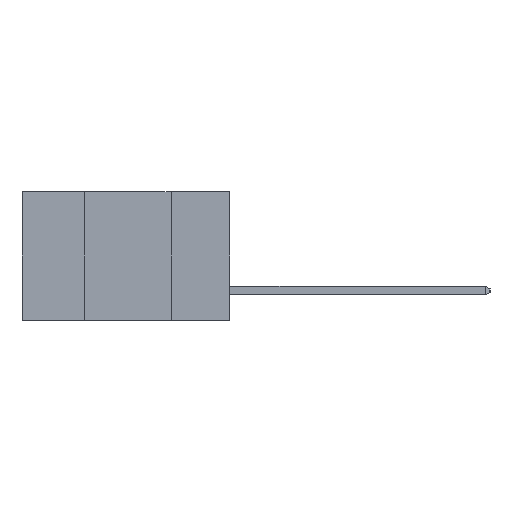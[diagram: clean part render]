
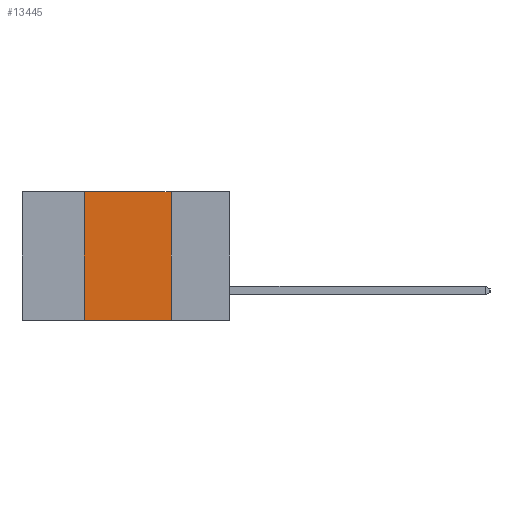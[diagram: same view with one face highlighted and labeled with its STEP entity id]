
A CAD part, left-side view. The second image highlights one B-rep face of the part: STEP entity #13445.
In plain terms, the highlighted planar face has unit normal (-1, 0, 0).
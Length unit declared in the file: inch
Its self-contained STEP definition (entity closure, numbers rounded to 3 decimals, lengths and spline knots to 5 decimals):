
#3520 = AXIS2_PLACEMENT_3D ( 'NONE', #7185, #20039, #9075 ) ;
#5148 = VECTOR ( 'NONE', #21484, 39.37008 ) ;
#6200 = CARTESIAN_POINT ( 'NONE',  ( 0., 0.6, 0. ) ) ;
#6867 = LINE ( 'NONE', #6200, #12354 ) ;
#7185 = CARTESIAN_POINT ( 'NONE',  ( 0., 0.6, 0. ) ) ;
#7474 = LINE ( 'NONE', #9925, #21546 ) ;
#7732 = EDGE_CURVE ( 'NONE', #18815, #21939, #15522, .T. ) ;
#8256 = VERTEX_POINT ( 'NONE', #23682 ) ;
#8602 = CARTESIAN_POINT ( 'NONE',  ( 0., 0.6, -0.37 ) ) ;
#9075 = DIRECTION ( 'NONE',  ( 0., 0., -1. ) ) ;
#9925 = CARTESIAN_POINT ( 'NONE',  ( 0., 0.42, 0. ) ) ;
#10096 = VECTOR ( 'NONE', #11332, 39.37008 ) ;
#10122 = LINE ( 'NONE', #8602, #5148 ) ;
#10293 = CARTESIAN_POINT ( 'NONE',  ( 0., 0.17, 0. ) ) ;
#10688 = ORIENTED_EDGE ( 'NONE', *, *, #11895, .F. ) ;
#11127 = EDGE_CURVE ( 'NONE', #8256, #21939, #10122, .T. ) ;
#11239 = ORIENTED_EDGE ( 'NONE', *, *, #7732, .F. ) ;
#11332 = DIRECTION ( 'NONE',  ( 0., 0., -1. ) ) ;
#11895 = EDGE_CURVE ( 'NONE', #8256, #14419, #7474, .T. ) ;
#12354 = VECTOR ( 'NONE', #19093, 39.37008 ) ;
#13383 = CARTESIAN_POINT ( 'NONE',  ( 0., 0.42, 0. ) ) ;
#13445 = ADVANCED_FACE ( 'NONE', ( #20633 ), #16308, .F. ) ;
#14419 = VERTEX_POINT ( 'NONE', #13383 ) ;
#15522 = LINE ( 'NONE', #22285, #10096 ) ;
#16308 = PLANE ( 'NONE',  #3520 ) ;
#16454 = EDGE_CURVE ( 'NONE', #14419, #18815, #6867, .T. ) ;
#16504 = EDGE_LOOP ( 'NONE', ( #11239, #20422, #10688, #19854 ) ) ;
#18815 = VERTEX_POINT ( 'NONE', #10293 ) ;
#19093 = DIRECTION ( 'NONE',  ( 0., -1., 0. ) ) ;
#19247 = CARTESIAN_POINT ( 'NONE',  ( 0., 0.17, -0.37 ) ) ;
#19854 = ORIENTED_EDGE ( 'NONE', *, *, #11127, .T. ) ;
#20039 = DIRECTION ( 'NONE',  ( 1., 0., 0. ) ) ;
#20422 = ORIENTED_EDGE ( 'NONE', *, *, #16454, .F. ) ;
#20633 = FACE_OUTER_BOUND ( 'NONE', #16504, .T. ) ;
#20901 = DIRECTION ( 'NONE',  ( 0., 0., 1. ) ) ;
#21484 = DIRECTION ( 'NONE',  ( 0., -1., 0. ) ) ;
#21546 = VECTOR ( 'NONE', #20901, 39.37008 ) ;
#21939 = VERTEX_POINT ( 'NONE', #19247 ) ;
#22285 = CARTESIAN_POINT ( 'NONE',  ( 0., 0.17, 0. ) ) ;
#23682 = CARTESIAN_POINT ( 'NONE',  ( 0., 0.42, -0.37 ) ) ;
